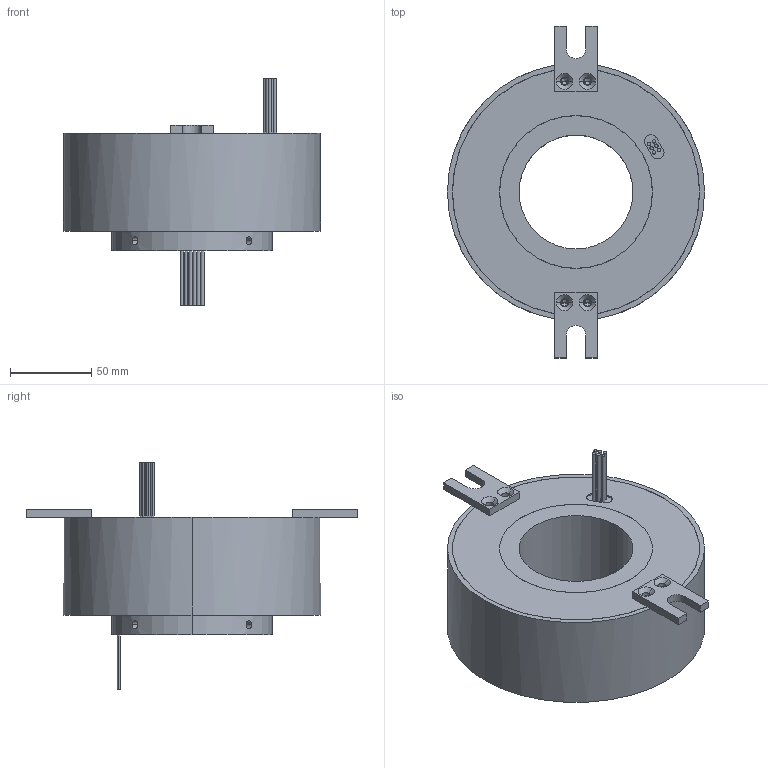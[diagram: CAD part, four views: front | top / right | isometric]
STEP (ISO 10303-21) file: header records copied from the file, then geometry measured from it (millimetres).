
FILE_DESCRIPTION (( 'STEP AP214' ), '1' );
FILE_NAME ('RT70158-P0610.STEP', '2020-07-30T00:20:47', ( 'admin321' ), ( '' ), 'SwSTEP 2.0', 'SolidWorks 2014', '' );
FILE_SCHEMA (( 'AUTOMOTIVE_DESIGN' ));
Length unit declared in the file: millimetre
Products named in the file (1): RT70158-P0610
Bounding box: 158 x 204 x 140 mm (x, y, z)
Volume: 998354.5 mm3; surface area: 96330.5 mm2
Topology: 1 solids, 1 shells, 142 faces, 332 edges, 208 vertices
Faces by surface type: cylinder 74, plane 52, cone 16
Entity records: 4730 total; most frequent: CARTESIAN_POINT 1171, DIRECTION 746, ORIENTED_EDGE 648, EDGE_CURVE 324, AXIS2_PLACEMENT_3D 295, VERTEX_POINT 208, EDGE_LOOP 180, VECTOR 156
